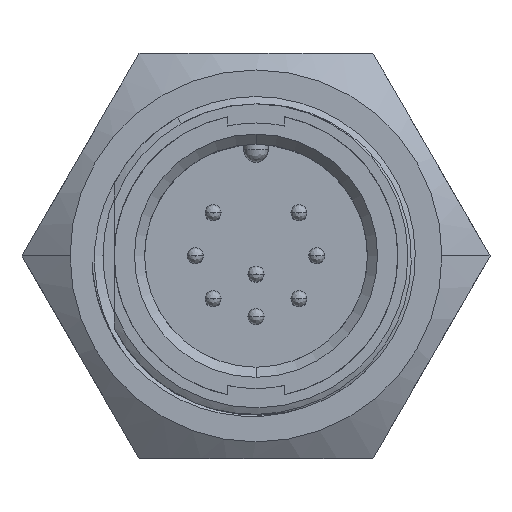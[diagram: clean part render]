
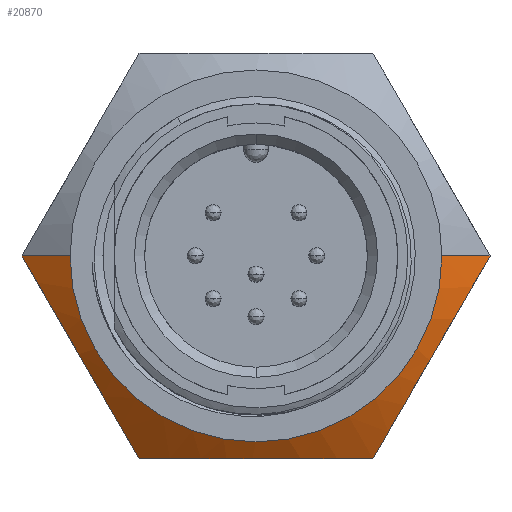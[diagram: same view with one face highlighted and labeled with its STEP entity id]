
A CAD part, top view. The second image highlights one B-rep face of the part: STEP entity #20870.
In plain terms, the highlighted conical face has half-angle 55 degrees and reference radius 14.683 mm.
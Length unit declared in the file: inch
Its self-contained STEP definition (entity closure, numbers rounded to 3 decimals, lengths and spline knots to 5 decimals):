
#106 = CARTESIAN_POINT ( 'NONE',  ( 0.31202, -0.45957, -0.38465 ) ) ;
#140 = CARTESIAN_POINT ( 'NONE',  ( 0.49406, -0.14426, -0.35676 ) ) ;
#163 = CARTESIAN_POINT ( 'NONE',  ( 0.09776, -0.5, -0.35306 ) ) ;
#167 = CARTESIAN_POINT ( 'NONE',  ( 0.02359, -0.5, -0.3468 ) ) ;
#175 = CARTESIAN_POINT ( 'NONE',  ( 0.3356, -0.41872, -0.3711 ) ) ;
#183 = CARTESIAN_POINT ( 'NONE',  ( 0.04858, -0.5, -0.34807 ) ) ;
#227 = CARTESIAN_POINT ( 'NONE',  ( -0.57735, 0., -0.401 ) ) ;
#249 = CARTESIAN_POINT ( 'NONE',  ( 0.57735, 0., -0.401 ) ) ;
#293 = CARTESIAN_POINT ( 'NONE',  ( -0.45829, -0.20621, -0.34692 ) ) ;
#299 = CARTESIAN_POINT ( 'NONE',  ( 0.55394, -0.04055, -0.38461 ) ) ;
#325 = CARTESIAN_POINT ( 'NONE',  ( -0.38413, -0.33466, -0.35306 ) ) ;
#333 = CARTESIAN_POINT ( 'NONE',  ( -0.40872, -0.29208, -0.34807 ) ) ;
#344 = CARTESIAN_POINT ( 'NONE',  ( -0.19482, -0.5, -0.3711 ) ) ;
#355 = CARTESIAN_POINT ( 'NONE',  ( -0.28868, -0.5, -0.401 ) ) ;
#361 = CARTESIAN_POINT ( 'NONE',  ( -0.42122, -0.27043, -0.3468 ) ) ;
#379 = CARTESIAN_POINT ( 'NONE',  ( -0.05056, -0.5, -0.34692 ) ) ;
#385 = CARTESIAN_POINT ( 'NONE',  ( -0.09912, -0.5, -0.3522 ) ) ;
#423 = CARTESIAN_POINT ( 'NONE',  ( 0.48189, -0.16534, -0.35306 ) ) ;
#465 = CARTESIAN_POINT ( 'NONE',  ( 0.4573, -0.20792, -0.34807 ) ) ;
#471 = CARTESIAN_POINT ( 'NONE',  ( -0.55401, -0.04043, -0.38465 ) ) ;
#517 = LINE ( 'NONE', #530, #7306 ) ;
#530 = CARTESIAN_POINT ( 'NONE',  ( 0.57806, 0., -0.4015 ) ) ;
#543 = DIRECTION ( 'NONE',  ( 0.819, 0., -0.574 ) ) ;
#561 = CARTESIAN_POINT ( 'NONE',  ( 0.53024, -0.08159, -0.37098 ) ) ;
#608 = CARTESIAN_POINT ( 'NONE',  ( 0.28868, -0.5, -0.401 ) ) ;
#617 = CARTESIAN_POINT ( 'NONE',  ( 0.24185, -0.5, -0.38461 ) ) ;
#629 = CARTESIAN_POINT ( 'NONE',  ( 0.19446, -0.5, -0.37098 ) ) ;
#637 = CARTESIAN_POINT ( 'NONE',  ( -0.28868, -0.5, -0.401 ) ) ;
#647 = CARTESIAN_POINT ( 'NONE',  ( 0.40773, -0.29379, -0.34692 ) ) ;
#651 = CARTESIAN_POINT ( 'NONE',  ( 0.44481, -0.22957, -0.3468 ) ) ;
#653 = CARTESIAN_POINT ( 'NONE',  ( -0.37197, -0.35574, -0.35676 ) ) ;
#655 = CARTESIAN_POINT ( 'NONE',  ( 0.12209, -0.5, -0.35676 ) ) ;
#698 = CARTESIAN_POINT ( 'NONE',  ( -0.24199, -0.5, -0.38465 ) ) ;
#729 = CARTESIAN_POINT ( 'NONE',  ( -0.53042, -0.08128, -0.3711 ) ) ;
#739 = CARTESIAN_POINT ( 'NONE',  ( -0.31209, -0.45945, -0.38461 ) ) ;
#771 = CARTESIAN_POINT ( 'NONE',  ( 0.28868, -0.5, -0.401 ) ) ;
#825 = CARTESIAN_POINT ( 'NONE',  ( -0.48257, -0.16416, -0.3522 ) ) ;
#826 = CARTESIAN_POINT ( 'NONE',  ( -0.33578, -0.41841, -0.37098 ) ) ;
#827 = CARTESIAN_POINT ( 'NONE',  ( 0.38345, -0.33584, -0.3522 ) ) ;
#1503 = ORIENTED_EDGE ( 'NONE', *, *, #5912, .T. ) ;
#1515 = VERTEX_POINT ( 'NONE', #15518 ) ;
#1551 = ORIENTED_EDGE ( 'NONE', *, *, #5982, .T. ) ;
#1570 = ORIENTED_EDGE ( 'NONE', *, *, #5939, .F. ) ;
#1579 = VERTEX_POINT ( 'NONE', #15444 ) ;
#1628 = ORIENTED_EDGE ( 'NONE', *, *, #5923, .T. ) ;
#1630 = ORIENTED_EDGE ( 'NONE', *, *, #6316, .T. ) ;
#1635 = ORIENTED_EDGE ( 'NONE', *, *, #5903, .T. ) ;
#2211 = VERTEX_POINT ( 'NONE', #15796 ) ;
#2339 = VERTEX_POINT ( 'NONE', #15618 ) ;
#2377 = VERTEX_POINT ( 'NONE', #15820 ) ;
#2459 = VERTEX_POINT ( 'NONE', #15486 ) ;
#2691 = EDGE_LOOP ( 'NONE', ( #1570, #1551, #1630, #1503, #1635, #1628 ) ) ;
#4843 = CARTESIAN_POINT ( 'NONE',  ( 0., 0., -0.4015 ) ) ;
#4844 = DIRECTION ( 'NONE',  ( 0., 0., -1. ) ) ;
#4845 = DIRECTION ( 'NONE',  ( -1., 0., 0. ) ) ;
#5903 = EDGE_CURVE ( 'NONE', #2377, #1515, #9004, .T. ) ;
#5912 = EDGE_CURVE ( 'NONE', #2339, #2377, #9005, .T. ) ;
#5923 = EDGE_CURVE ( 'NONE', #1515, #1579, #8986, .T. ) ;
#5939 = EDGE_CURVE ( 'NONE', #2459, #1579, #517, .T. ) ;
#5982 = EDGE_CURVE ( 'NONE', #2459, #2211, #11576, .T. ) ;
#6316 = EDGE_CURVE ( 'NONE', #2211, #2339, #18512, .T. ) ;
#7306 = VECTOR ( 'NONE', #543, 39.37008 ) ;
#7432 = AXIS2_PLACEMENT_3D ( 'NONE', #20042, #20031, #20044 ) ;
#7509 = VECTOR ( 'NONE', #18503, 39.37008 ) ;
#8986 = B_SPLINE_CURVE_WITH_KNOTS ( 'NONE', 3,
 ( #771, #106, #175, #827, #647, #651, #465, #423, #140, #561, #299, #249 ),
 .UNSPECIFIED., .F., .F.,
 ( 4, 2, 2, 2, 2, 4 ),
 ( 0., 0.00372, 0.00743, 0.00929, 0.01115, 0.01486 ),
 .UNSPECIFIED. ) ;
#9004 = B_SPLINE_CURVE_WITH_KNOTS ( 'NONE', 3,
 ( #355, #698, #344, #385, #379, #167, #183, #163, #655, #629, #617, #608 ),
 .UNSPECIFIED., .F., .F.,
 ( 4, 2, 2, 2, 2, 4 ),
 ( 0., 0.00372, 0.00743, 0.00929, 0.01115, 0.01486 ),
 .UNSPECIFIED. ) ;
#9005 = B_SPLINE_CURVE_WITH_KNOTS ( 'NONE', 3,
 ( #227, #471, #729, #825, #293, #361, #333, #325, #653, #826, #739, #637 ),
 .UNSPECIFIED., .F., .F.,
 ( 4, 2, 2, 2, 2, 4 ),
 ( 0., 0.00372, 0.00743, 0.00929, 0.01115, 0.01486 ),
 .UNSPECIFIED. ) ;
#11576 = CIRCLE ( 'NONE', #7432, 0.45881 ) ;
#11605 = CONICAL_SURFACE ( 'NONE', #15363, 0.57806, 0.96 ) ;
#15358 = FACE_OUTER_BOUND ( 'NONE', #2691, .T. ) ;
#15363 = AXIS2_PLACEMENT_3D ( 'NONE', #4843, #4844, #4845 ) ;
#15444 = CARTESIAN_POINT ( 'NONE',  ( 0.57735, 0., -0.401 ) ) ;
#15486 = CARTESIAN_POINT ( 'NONE',  ( 0.45881, 0., -0.318 ) ) ;
#15518 = CARTESIAN_POINT ( 'NONE',  ( 0.28868, -0.5, -0.401 ) ) ;
#15618 = CARTESIAN_POINT ( 'NONE',  ( -0.57735, 0., -0.401 ) ) ;
#15796 = CARTESIAN_POINT ( 'NONE',  ( -0.45881, 0., -0.318 ) ) ;
#15820 = CARTESIAN_POINT ( 'NONE',  ( -0.28868, -0.5, -0.401 ) ) ;
#18502 = CARTESIAN_POINT ( 'NONE',  ( -0.57806, 0., -0.4015 ) ) ;
#18503 = DIRECTION ( 'NONE',  ( -0.819, 0., -0.574 ) ) ;
#18512 = LINE ( 'NONE', #18502, #7509 ) ;
#20031 = DIRECTION ( 'NONE',  ( 0., 0., -1. ) ) ;
#20042 = CARTESIAN_POINT ( 'NONE',  ( 0., 0., -0.318 ) ) ;
#20044 = DIRECTION ( 'NONE',  ( -1., 0., 0. ) ) ;
#20870 = ADVANCED_FACE ( 'NONE', ( #15358 ), #11605, .T. ) ;
